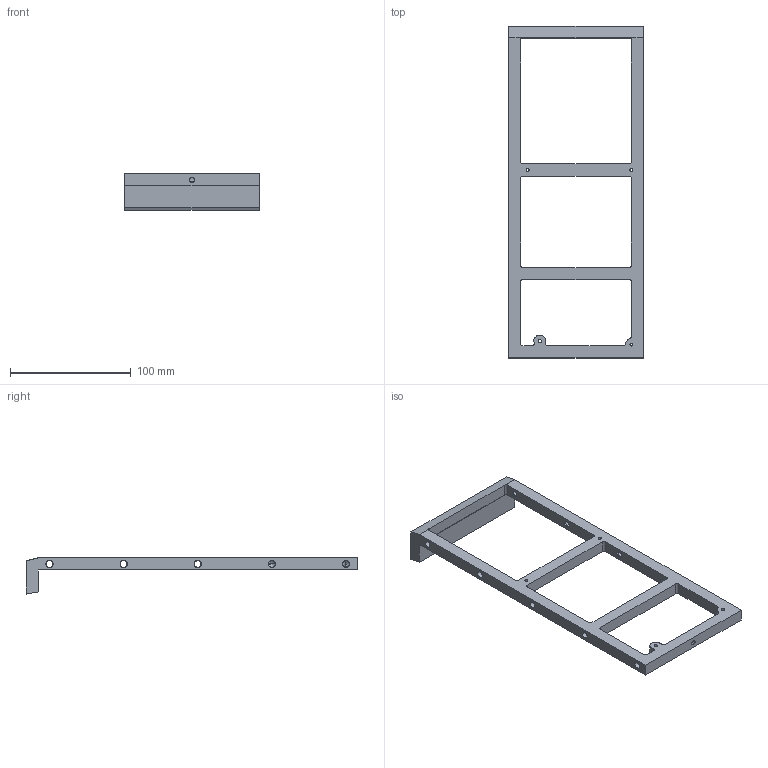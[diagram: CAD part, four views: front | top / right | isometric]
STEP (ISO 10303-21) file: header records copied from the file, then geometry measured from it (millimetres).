
FILE_DESCRIPTION((''),'2;1');
FILE_NAME('3-08','2022-01-09T15:32:18',('Y'),('FoxCAVITY'),'CREO PARAMETRIC BY PTC INC, 2020454','CREO PARAMETRIC BY PTC INC, 2020454','');
FILE_SCHEMA(('CONFIG_CONTROL_DESIGN'));
Length unit declared in the file: millimetre
Products named in the file (1): 3-08
Bounding box: 112 x 275.51 x 30 mm (x, y, z)
Volume: 109788.8 mm3; surface area: 45031.3 mm2
Topology: 1 solids, 19 shells, 141 faces, 405 edges, 271 vertices
Faces by surface type: cylinder 90, plane 40, cone 11
Entity records: 4940 total; most frequent: CARTESIAN_POINT 1065, DIRECTION 860, ORIENTED_EDGE 712, EDGE_CURVE 394, AXIS2_PLACEMENT_3D 346, VERTEX_POINT 271, CIRCLE 204, EDGE_LOOP 190
